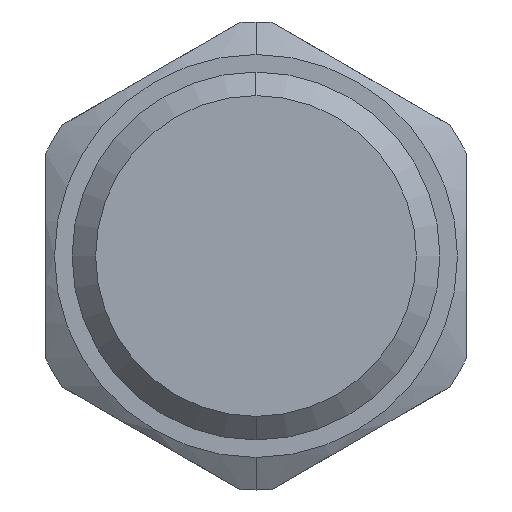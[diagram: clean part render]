
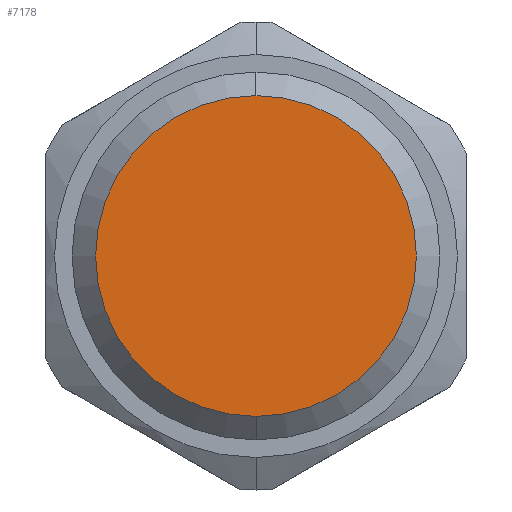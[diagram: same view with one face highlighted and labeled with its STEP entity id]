
A CAD part, left-side view. The second image highlights one B-rep face of the part: STEP entity #7178.
In plain terms, the highlighted planar face has unit normal (-1, 0, 0).
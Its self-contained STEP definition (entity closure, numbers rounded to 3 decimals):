
#879 = CARTESIAN_POINT ( 'NONE',  ( -53.2, 0., 0. ) ) ;
#883 = PLANE ( 'NONE',  #8897 ) ;
#886 = DIRECTION ( 'NONE',  ( -1., 0., 0. ) ) ;
#887 = DIRECTION ( 'NONE',  ( 0., 0., 1. ) ) ;
#1788 = CARTESIAN_POINT ( 'NONE',  ( -53.2, 0., -10.9 ) ) ;
#1790 = CARTESIAN_POINT ( 'NONE',  ( -53.2, 0., 10.9 ) ) ;
#3537 = CARTESIAN_POINT ( 'NONE',  ( -53.2, 0., 0. ) ) ;
#3538 = DIRECTION ( 'NONE',  ( -1., 0., 0. ) ) ;
#3539 = DIRECTION ( 'NONE',  ( 0., 0., 1. ) ) ;
#3749 = CIRCLE ( 'NONE', #9092, 10.9 ) ;
#5688 = EDGE_CURVE ( 'NONE', #7767, #7773, #5945, .T. ) ;
#5784 = CARTESIAN_POINT ( 'NONE',  ( -53.2, 0., 0. ) ) ;
#5795 = DIRECTION ( 'NONE',  ( 0., 0., 1. ) ) ;
#5845 = DIRECTION ( 'NONE',  ( -1., 0., 0. ) ) ;
#5945 = CIRCLE ( 'NONE', #8702, 10.9 ) ;
#6815 = FACE_OUTER_BOUND ( 'NONE', #7721, .T. ) ;
#7178 = ADVANCED_FACE ( 'NONE', ( #6815 ), #883, .T. ) ;
#7721 = EDGE_LOOP ( 'NONE', ( #8141, #8315 ) ) ;
#7767 = VERTEX_POINT ( 'NONE', #1788 ) ;
#7773 = VERTEX_POINT ( 'NONE', #1790 ) ;
#8141 = ORIENTED_EDGE ( 'NONE', *, *, #5688, .T. ) ;
#8315 = ORIENTED_EDGE ( 'NONE', *, *, #8596, .T. ) ;
#8596 = EDGE_CURVE ( 'NONE', #7773, #7767, #3749, .T. ) ;
#8702 = AXIS2_PLACEMENT_3D ( 'NONE', #5784, #5845, #5795 ) ;
#8897 = AXIS2_PLACEMENT_3D ( 'NONE', #879, #886, #887 ) ;
#9092 = AXIS2_PLACEMENT_3D ( 'NONE', #3537, #3538, #3539 ) ;
